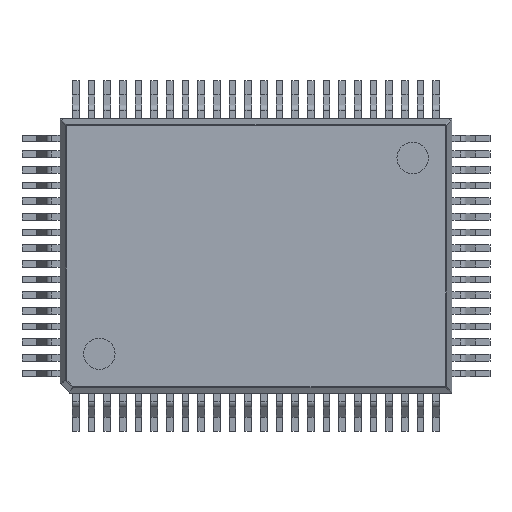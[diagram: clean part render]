
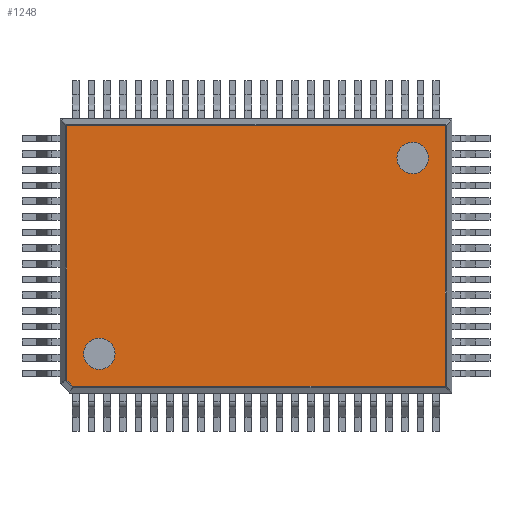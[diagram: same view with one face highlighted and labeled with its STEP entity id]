
A CAD part, top view. The second image highlights one B-rep face of the part: STEP entity #1248.
In plain terms, the highlighted planar face has unit normal (0, 0, 1).
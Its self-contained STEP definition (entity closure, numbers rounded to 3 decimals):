
#500 = DIRECTION ( 'NONE',  ( 1., 0., 0. ) ) ;
#861 = EDGE_LOOP ( 'NONE', ( #5795, #26900 ) ) ;
#892 = LINE ( 'NONE', #28867, #30409 ) ;
#1248 = ADVANCED_FACE ( 'NONE', ( #18938, #22534, #26326 ), #38089, .T. ) ;
#1747 = DIRECTION ( 'NONE',  ( 0., 0., -1. ) ) ;
#2647 = VECTOR ( 'NONE', #3957, 1000. ) ;
#3858 = VERTEX_POINT ( 'NONE', #24591 ) ;
#3957 = DIRECTION ( 'NONE',  ( 0., 1., 0. ) ) ;
#5690 = EDGE_CURVE ( 'NONE', #31116, #21928, #28983, .T. ) ;
#5795 = ORIENTED_EDGE ( 'NONE', *, *, #27251, .T. ) ;
#8830 = EDGE_CURVE ( 'NONE', #9542, #24888, #35652, .T. ) ;
#9309 = DIRECTION ( 'NONE',  ( 0., 0., -1. ) ) ;
#9542 = VERTEX_POINT ( 'NONE', #47064 ) ;
#9994 = VECTOR ( 'NONE', #500, 1000. ) ;
#10367 = EDGE_CURVE ( 'NONE', #24888, #3858, #892, .T. ) ;
#11348 = DIRECTION ( 'NONE',  ( 1., 0., 0. ) ) ;
#11950 = ORIENTED_EDGE ( 'NONE', *, *, #8830, .F. ) ;
#12467 = ORIENTED_EDGE ( 'NONE', *, *, #5690, .T. ) ;
#13778 = AXIS2_PLACEMENT_3D ( 'NONE', #25672, #41251, #36957 ) ;
#14820 = DIRECTION ( 'NONE',  ( 0.707, -0.707, 0. ) ) ;
#15687 = CARTESIAN_POINT ( 'NONE',  ( -7.2, -5., 3.4 ) ) ;
#16382 = EDGE_CURVE ( 'NONE', #3858, #31352, #25987, .T. ) ;
#17201 = VECTOR ( 'NONE', #34674, 1000. ) ;
#17516 = VERTEX_POINT ( 'NONE', #37683 ) ;
#18600 = CARTESIAN_POINT ( 'NONE',  ( -9.359, -6.66, 3.4 ) ) ;
#18685 = CARTESIAN_POINT ( 'NONE',  ( 0., 0., 3.4 ) ) ;
#18938 = FACE_BOUND ( 'NONE', #26153, .T. ) ;
#20988 = DIRECTION ( 'NONE',  ( 0., -1., 0. ) ) ;
#21928 = VERTEX_POINT ( 'NONE', #46926 ) ;
#22534 = FACE_BOUND ( 'NONE', #861, .T. ) ;
#22573 = CARTESIAN_POINT ( 'NONE',  ( 9.66, 6.66, 3.4 ) ) ;
#24382 = CARTESIAN_POINT ( 'NONE',  ( 8., 5., 3.4 ) ) ;
#24580 = CARTESIAN_POINT ( 'NONE',  ( -8., -5., 3.4 ) ) ;
#24591 = CARTESIAN_POINT ( 'NONE',  ( 9.66, -6.66, 3.4 ) ) ;
#24887 = DIRECTION ( 'NONE',  ( 1., 0., 0. ) ) ;
#24888 = VERTEX_POINT ( 'NONE', #22573 ) ;
#25672 = CARTESIAN_POINT ( 'NONE',  ( -8., -5., 3.4 ) ) ;
#25987 = LINE ( 'NONE', #49884, #17201 ) ;
#26153 = EDGE_LOOP ( 'NONE', ( #12467, #34795 ) ) ;
#26251 = CIRCLE ( 'NONE', #39317, 0.8 ) ;
#26326 = FACE_OUTER_BOUND ( 'NONE', #44864, .T. ) ;
#26900 = ORIENTED_EDGE ( 'NONE', *, *, #42302, .T. ) ;
#27251 = EDGE_CURVE ( 'NONE', #49016, #46228, #26251, .T. ) ;
#27499 = ORIENTED_EDGE ( 'NONE', *, *, #43341, .F. ) ;
#28784 = ORIENTED_EDGE ( 'NONE', *, *, #16382, .F. ) ;
#28867 = CARTESIAN_POINT ( 'NONE',  ( 9.66, 0., 3.4 ) ) ;
#28983 = CIRCLE ( 'NONE', #42825, 0.8 ) ;
#29202 = EDGE_CURVE ( 'NONE', #21928, #31116, #37820, .T. ) ;
#30321 = LINE ( 'NONE', #48629, #41315 ) ;
#30340 = CARTESIAN_POINT ( 'NONE',  ( -8.8, -5., 3.4 ) ) ;
#30409 = VECTOR ( 'NONE', #20988, 1000. ) ;
#30929 = DIRECTION ( 'NONE',  ( 1., 0., 0. ) ) ;
#30937 = DIRECTION ( 'NONE',  ( 0., 0., -1. ) ) ;
#30953 = ORIENTED_EDGE ( 'NONE', *, *, #42002, .T. ) ;
#31116 = VERTEX_POINT ( 'NONE', #34479 ) ;
#31352 = VERTEX_POINT ( 'NONE', #18600 ) ;
#34479 = CARTESIAN_POINT ( 'NONE',  ( 8.8, 5., 3.4 ) ) ;
#34674 = DIRECTION ( 'NONE',  ( -1., 0., 0. ) ) ;
#34795 = ORIENTED_EDGE ( 'NONE', *, *, #29202, .T. ) ;
#34927 = ORIENTED_EDGE ( 'NONE', *, *, #10367, .F. ) ;
#35652 = LINE ( 'NONE', #42770, #9994 ) ;
#36595 = DIRECTION ( 'NONE',  ( 1., 0., 0. ) ) ;
#36957 = DIRECTION ( 'NONE',  ( 1., 0., 0. ) ) ;
#37683 = CARTESIAN_POINT ( 'NONE',  ( -9.66, -6.359, 3.4 ) ) ;
#37820 = CIRCLE ( 'NONE', #45071, 0.8 ) ;
#38089 = PLANE ( 'NONE',  #40959 ) ;
#38323 = CARTESIAN_POINT ( 'NONE',  ( -9.66, 0., 3.4 ) ) ;
#38351 = CARTESIAN_POINT ( 'NONE',  ( 8., 5., 3.4 ) ) ;
#39317 = AXIS2_PLACEMENT_3D ( 'NONE', #24580, #9309, #36595 ) ;
#40608 = CIRCLE ( 'NONE', #13778, 0.8 ) ;
#40959 = AXIS2_PLACEMENT_3D ( 'NONE', #18685, #46176, #30929 ) ;
#41251 = DIRECTION ( 'NONE',  ( 0., 0., -1. ) ) ;
#41315 = VECTOR ( 'NONE', #14820, 1000. ) ;
#42002 = EDGE_CURVE ( 'NONE', #17516, #31352, #30321, .T. ) ;
#42302 = EDGE_CURVE ( 'NONE', #46228, #49016, #40608, .T. ) ;
#42770 = CARTESIAN_POINT ( 'NONE',  ( 0., 6.66, 3.4 ) ) ;
#42825 = AXIS2_PLACEMENT_3D ( 'NONE', #24382, #1747, #24887 ) ;
#43341 = EDGE_CURVE ( 'NONE', #17516, #9542, #46914, .T. ) ;
#44864 = EDGE_LOOP ( 'NONE', ( #27499, #30953, #28784, #34927, #11950 ) ) ;
#45071 = AXIS2_PLACEMENT_3D ( 'NONE', #38351, #30937, #11348 ) ;
#46176 = DIRECTION ( 'NONE',  ( 0., 0., 1. ) ) ;
#46228 = VERTEX_POINT ( 'NONE', #30340 ) ;
#46914 = LINE ( 'NONE', #38323, #2647 ) ;
#46926 = CARTESIAN_POINT ( 'NONE',  ( 7.2, 5., 3.4 ) ) ;
#47064 = CARTESIAN_POINT ( 'NONE',  ( -9.66, 6.66, 3.4 ) ) ;
#48629 = CARTESIAN_POINT ( 'NONE',  ( -9.66, -6.359, 3.4 ) ) ;
#49016 = VERTEX_POINT ( 'NONE', #15687 ) ;
#49884 = CARTESIAN_POINT ( 'NONE',  ( 0., -6.66, 3.4 ) ) ;
